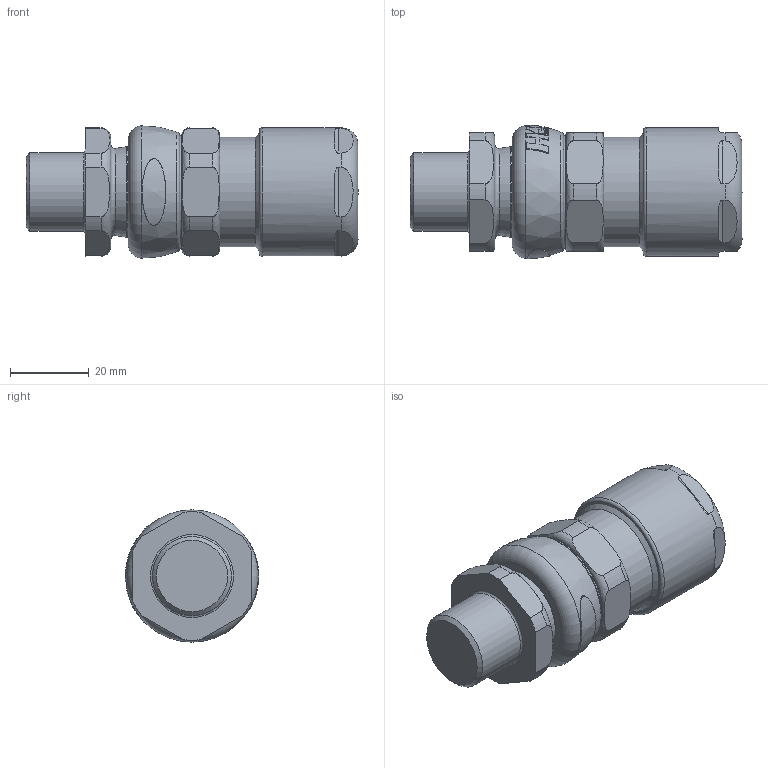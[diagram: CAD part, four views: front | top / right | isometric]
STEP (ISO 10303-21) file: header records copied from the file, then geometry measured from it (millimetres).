
FILE_DESCRIPTION(/* description */ (''),/* implementation_level */ '2;1');
FILE_NAME(/* name */ '501_453_UNIV_X A.stp',/* time_stamp */ '2020-06-22T16:33:19+05:00',/* author */ ('jgandhi'),/* organization */ (''),/* preprocessor_version */ 'ST-DEVELOPER v18',/* originating_system */ 'Autodesk Inventor 2020',/* authorisation */ '');
FILE_SCHEMA (('AUTOMOTIVE_DESIGN { 1 0 10303 214 3 1 1 }'));
Length unit declared in the file: millimetre
Products named in the file (1): 501_453_UNIV_X 
Bounding box: 84.05 x 33.8 x 33.5 mm (x, y, z)
Volume: 87788.3 mm3; surface area: 28918.7 mm2
Topology: 10 solids, 10 shells, 767 faces, 2150 edges, 1432 vertices
Faces by surface type: plane 270, torus 153, cylinder 144, cone 114, bspline 86
Full cylindrical faces by diameter (mm): 8.5 x1, 14.9 x1, 16.2 x1, 17 x3, 18.7 x1, 19.308 x1, 19.5 x1, 20 x1, 21 x1, 21.5 x1, 22.26 x1, 23 x4, 23.26 x1, 23.5 x1, 24.5 x1, 25.32 x1, 27.7 x1, 28.5 x1, 28.55 x1, 30 x1, 32.5 x1
Entity records: 30692 total; most frequent: CARTESIAN_POINT 11344, ORIENTED_EDGE 4300, DIRECTION 3438, EDGE_CURVE 2150, VERTEX_POINT 1432, AXIS2_PLACEMENT_3D 1432, EDGE_LOOP 802, STYLED_ITEM 777
